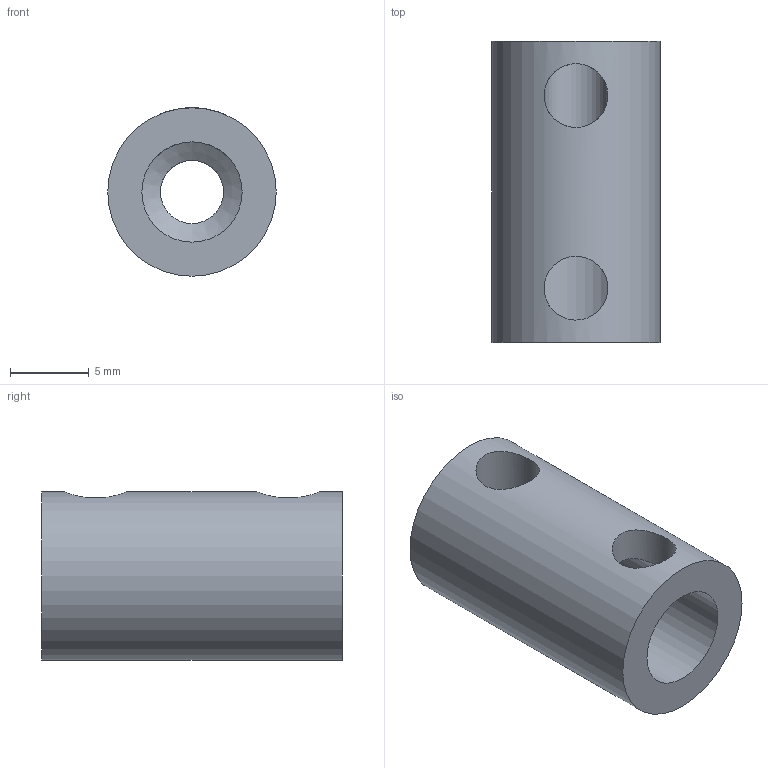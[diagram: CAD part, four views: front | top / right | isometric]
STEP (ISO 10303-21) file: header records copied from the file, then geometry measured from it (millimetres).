
FILE_DESCRIPTION(/* description */ (''),/* implementation_level */ '2;1');
FILE_NAME(/* name */ 'Motor Coupler v1 v1.step',/* time_stamp */ '2022-04-06T19:44:52-04:00',/* author */ (''),/* organization */ (''),/* preprocessor_version */ 'ST-DEVELOPER v18.1',/* originating_system */ 'Autodesk Translation Framework v10.14.0.1471',/* authorisation */ '');
FILE_SCHEMA (('AUTOMOTIVE_DESIGN { 1 0 10303 214 3 1 1 }'));
Length unit declared in the file: inch
Products named in the file (1): Motor Coupler v1
Bounding box: 10.67 x 19.05 x 10.67 mm (x, y, z)
Volume: 1201.2 mm3; surface area: 1118.7 mm2
Topology: 1 solids, 1 shells, 10 faces, 32 edges, 21 vertices
Faces by surface type: cylinder 5, plane 4, cone 1
Full cylindrical faces by diameter (mm): 4 x1, 4.039 x2, 6.35 x1, 10.668 x1
Entity records: 554 total; most frequent: CARTESIAN_POINT 235, ORIENTED_EDGE 64, DIRECTION 53, EDGE_CURVE 32, VERTEX_POINT 21, AXIS2_PLACEMENT_3D 21, EDGE_LOOP 13, LINE 11
